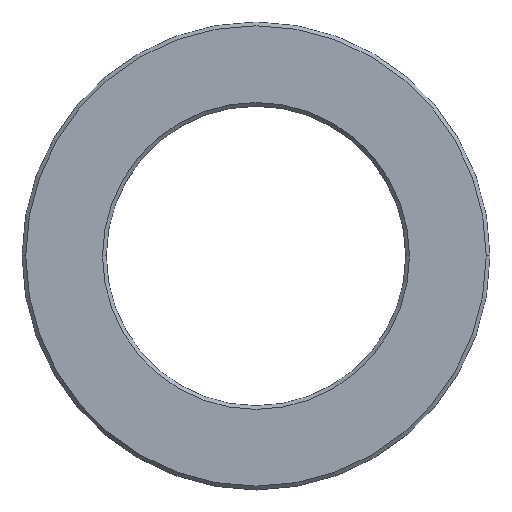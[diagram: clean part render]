
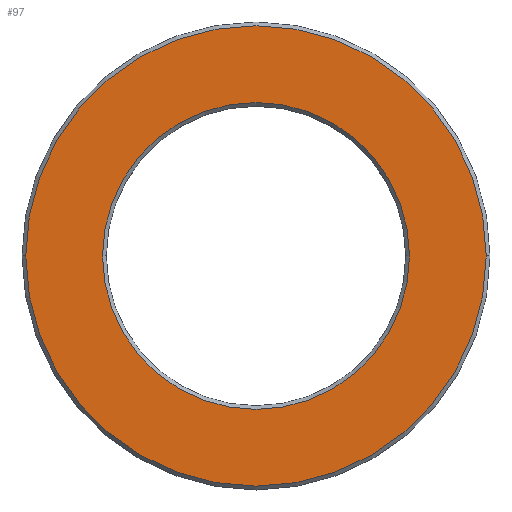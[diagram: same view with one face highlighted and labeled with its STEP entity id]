
A CAD part, top view. The second image highlights one B-rep face of the part: STEP entity #97.
In plain terms, the highlighted planar face has unit normal (0, 0, 1).
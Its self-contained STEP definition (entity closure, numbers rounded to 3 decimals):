
#9 = CIRCLE ( 'NONE', #287, 6.15 ) ;
#26 = DIRECTION ( 'NONE',  ( 0., 0., 1. ) ) ;
#56 = DIRECTION ( 'NONE',  ( 1., 0., 0. ) ) ;
#65 = CARTESIAN_POINT ( 'NONE',  ( -4.1, 0., 0. ) ) ;
#81 = EDGE_CURVE ( 'NONE', #359, #148, #9, .T. ) ;
#89 = EDGE_CURVE ( 'NONE', #148, #359, #424, .T. ) ;
#93 = CIRCLE ( 'NONE', #244, 4.1 ) ;
#97 = ADVANCED_FACE ( 'NONE', ( #128, #375 ), #304, .F. ) ;
#101 = DIRECTION ( 'NONE',  ( 1., 0., 0. ) ) ;
#107 = EDGE_CURVE ( 'NONE', #139, #261, #93, .T. ) ;
#117 = ORIENTED_EDGE ( 'NONE', *, *, #107, .F. ) ;
#120 = CIRCLE ( 'NONE', #377, 4.1 ) ;
#122 = EDGE_LOOP ( 'NONE', ( #307, #117 ) ) ;
#128 = FACE_OUTER_BOUND ( 'NONE', #152, .T. ) ;
#130 = CARTESIAN_POINT ( 'NONE',  ( 0., 0., 0. ) ) ;
#139 = VERTEX_POINT ( 'NONE', #416 ) ;
#148 = VERTEX_POINT ( 'NONE', #242 ) ;
#152 = EDGE_LOOP ( 'NONE', ( #262, #425 ) ) ;
#162 = AXIS2_PLACEMENT_3D ( 'NONE', #439, #437, #236 ) ;
#163 = DIRECTION ( 'NONE',  ( 0., 0., -1. ) ) ;
#197 = CARTESIAN_POINT ( 'NONE',  ( 0., 0., 0. ) ) ;
#232 = CARTESIAN_POINT ( 'NONE',  ( 0., 0., 0. ) ) ;
#236 = DIRECTION ( 'NONE',  ( 1., 0., 0. ) ) ;
#242 = CARTESIAN_POINT ( 'NONE',  ( 6.15, 0., 0. ) ) ;
#243 = DIRECTION ( 'NONE',  ( 0., 0., 1. ) ) ;
#244 = AXIS2_PLACEMENT_3D ( 'NONE', #371, #26, #56 ) ;
#257 = EDGE_CURVE ( 'NONE', #261, #139, #120, .T. ) ;
#261 = VERTEX_POINT ( 'NONE', #65 ) ;
#262 = ORIENTED_EDGE ( 'NONE', *, *, #89, .F. ) ;
#287 = AXIS2_PLACEMENT_3D ( 'NONE', #197, #163, #101 ) ;
#304 = PLANE ( 'NONE',  #393 ) ;
#307 = ORIENTED_EDGE ( 'NONE', *, *, #257, .F. ) ;
#314 = DIRECTION ( 'NONE',  ( 1., 0., 0. ) ) ;
#342 = DIRECTION ( 'NONE',  ( 0., 0., -1. ) ) ;
#359 = VERTEX_POINT ( 'NONE', #385 ) ;
#371 = CARTESIAN_POINT ( 'NONE',  ( 0., 0., 0. ) ) ;
#375 = FACE_BOUND ( 'NONE', #122, .T. ) ;
#377 = AXIS2_PLACEMENT_3D ( 'NONE', #130, #243, #379 ) ;
#379 = DIRECTION ( 'NONE',  ( 1., 0., 0. ) ) ;
#385 = CARTESIAN_POINT ( 'NONE',  ( -6.15, 0., 0. ) ) ;
#393 = AXIS2_PLACEMENT_3D ( 'NONE', #232, #342, #314 ) ;
#416 = CARTESIAN_POINT ( 'NONE',  ( 4.1, 0., 0. ) ) ;
#424 = CIRCLE ( 'NONE', #162, 6.15 ) ;
#425 = ORIENTED_EDGE ( 'NONE', *, *, #81, .F. ) ;
#437 = DIRECTION ( 'NONE',  ( 0., 0., -1. ) ) ;
#439 = CARTESIAN_POINT ( 'NONE',  ( 0., 0., 0. ) ) ;
